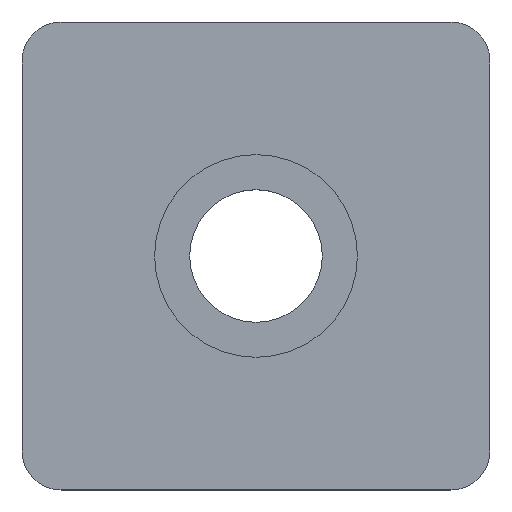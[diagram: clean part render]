
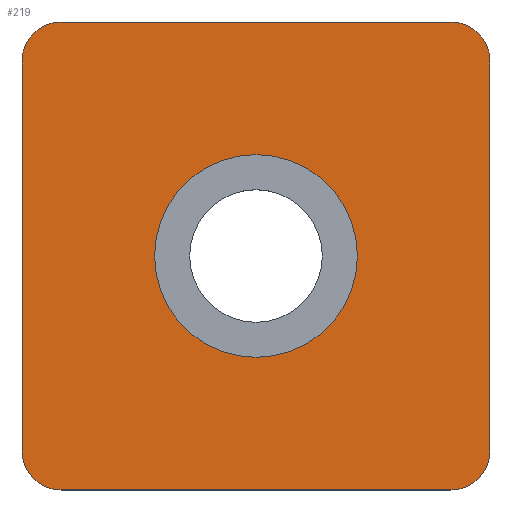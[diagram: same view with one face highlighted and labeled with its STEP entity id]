
A CAD part, top view. The second image highlights one B-rep face of the part: STEP entity #219.
In plain terms, the highlighted planar face has unit normal (0, 0, 1).
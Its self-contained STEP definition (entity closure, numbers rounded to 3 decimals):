
#15=FACE_BOUND('',#40,.T.);
#18=PLANE('',#248);
#26=FACE_OUTER_BOUND('',#39,.T.);
#39=EDGE_LOOP('',(#156,#157,#158,#159,#160,#161,#162,#163));
#40=EDGE_LOOP('',(#164));
#55=LINE('',#352,#73);
#56=LINE('',#356,#74);
#57=LINE('',#360,#75);
#58=LINE('',#363,#76);
#73=VECTOR('',#283,10.);
#74=VECTOR('',#286,10.);
#75=VECTOR('',#289,10.);
#76=VECTOR('',#292,10.);
#90=CIRCLE('',#246,6.5);
#92=CIRCLE('',#249,2.5);
#93=CIRCLE('',#250,2.5);
#94=CIRCLE('',#251,2.5);
#95=CIRCLE('',#252,2.5);
#102=VERTEX_POINT('',#342);
#104=VERTEX_POINT('',#348);
#105=VERTEX_POINT('',#349);
#106=VERTEX_POINT('',#351);
#107=VERTEX_POINT('',#353);
#108=VERTEX_POINT('',#355);
#109=VERTEX_POINT('',#357);
#110=VERTEX_POINT('',#359);
#111=VERTEX_POINT('',#361);
#122=EDGE_CURVE('',#102,#102,#90,.T.);
#125=EDGE_CURVE('',#104,#105,#92,.T.);
#126=EDGE_CURVE('',#105,#106,#55,.T.);
#127=EDGE_CURVE('',#106,#107,#93,.T.);
#128=EDGE_CURVE('',#107,#108,#56,.T.);
#129=EDGE_CURVE('',#108,#109,#94,.T.);
#130=EDGE_CURVE('',#109,#110,#57,.T.);
#131=EDGE_CURVE('',#110,#111,#95,.T.);
#132=EDGE_CURVE('',#111,#104,#58,.T.);
#156=ORIENTED_EDGE('',*,*,#125,.T.);
#157=ORIENTED_EDGE('',*,*,#126,.T.);
#158=ORIENTED_EDGE('',*,*,#127,.T.);
#159=ORIENTED_EDGE('',*,*,#128,.T.);
#160=ORIENTED_EDGE('',*,*,#129,.T.);
#161=ORIENTED_EDGE('',*,*,#130,.T.);
#162=ORIENTED_EDGE('',*,*,#131,.T.);
#163=ORIENTED_EDGE('',*,*,#132,.T.);
#164=ORIENTED_EDGE('',*,*,#122,.T.);
#219=ADVANCED_FACE('',(#26,#15),#18,.T.);
#246=AXIS2_PLACEMENT_3D('',#343,#274,#275);
#248=AXIS2_PLACEMENT_3D('',#347,#279,#280);
#249=AXIS2_PLACEMENT_3D('',#350,#281,#282);
#250=AXIS2_PLACEMENT_3D('',#354,#284,#285);
#251=AXIS2_PLACEMENT_3D('',#358,#287,#288);
#252=AXIS2_PLACEMENT_3D('',#362,#290,#291);
#274=DIRECTION('center_axis',(0.,0.,-1.));
#275=DIRECTION('ref_axis',(1.,0.,0.));
#279=DIRECTION('center_axis',(0.,0.,1.));
#280=DIRECTION('ref_axis',(1.,0.,0.));
#281=DIRECTION('center_axis',(0.,0.,1.));
#282=DIRECTION('ref_axis',(0.,1.,0.));
#283=DIRECTION('',(0.,-1.,0.));
#284=DIRECTION('center_axis',(0.,0.,1.));
#285=DIRECTION('ref_axis',(-1.,0.,0.));
#286=DIRECTION('',(1.,0.,0.));
#287=DIRECTION('center_axis',(0.,0.,1.));
#288=DIRECTION('ref_axis',(0.,-1.,0.));
#289=DIRECTION('',(0.,1.,0.));
#290=DIRECTION('center_axis',(0.,0.,1.));
#291=DIRECTION('ref_axis',(1.,0.,0.));
#292=DIRECTION('',(-1.,0.,0.));
#342=CARTESIAN_POINT('',(8.5,15.,3.));
#343=CARTESIAN_POINT('Origin',(15.,15.,3.));
#347=CARTESIAN_POINT('Origin',(15.,15.,3.));
#348=CARTESIAN_POINT('',(2.5,30.,3.));
#349=CARTESIAN_POINT('',(0.,27.5,3.));
#350=CARTESIAN_POINT('Origin',(2.5,27.5,3.));
#351=CARTESIAN_POINT('',(0.,2.5,3.));
#352=CARTESIAN_POINT('',(0.,27.5,3.));
#353=CARTESIAN_POINT('',(2.5,0.,3.));
#354=CARTESIAN_POINT('Origin',(2.5,2.5,3.));
#355=CARTESIAN_POINT('',(27.5,0.,3.));
#356=CARTESIAN_POINT('',(2.5,0.,3.));
#357=CARTESIAN_POINT('',(30.,2.5,3.));
#358=CARTESIAN_POINT('Origin',(27.5,2.5,3.));
#359=CARTESIAN_POINT('',(30.,27.5,3.));
#360=CARTESIAN_POINT('',(30.,2.5,3.));
#361=CARTESIAN_POINT('',(27.5,30.,3.));
#362=CARTESIAN_POINT('Origin',(27.5,27.5,3.));
#363=CARTESIAN_POINT('',(27.5,30.,3.));
